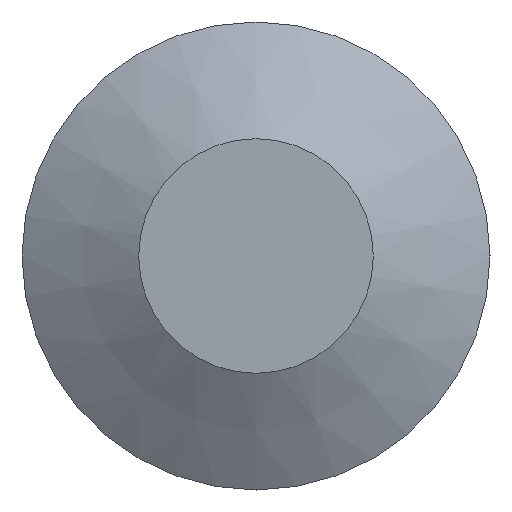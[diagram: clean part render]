
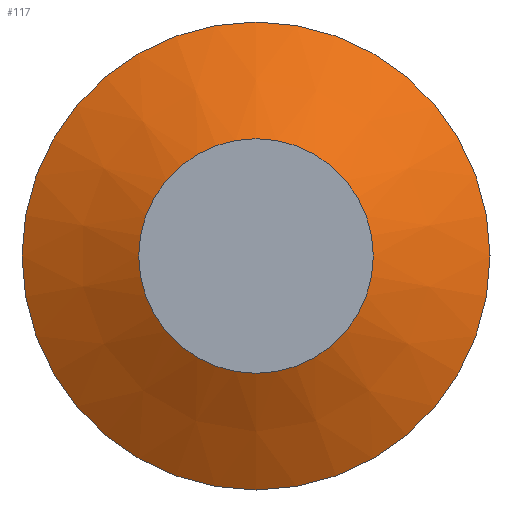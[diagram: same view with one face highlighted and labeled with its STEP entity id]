
A CAD part, front view. The second image highlights one B-rep face of the part: STEP entity #117.
In plain terms, the highlighted conical face has half-angle 60.368 degrees and reference radius 6.981 mm.
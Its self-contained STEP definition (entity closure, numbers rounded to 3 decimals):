
#98=CONICAL_SURFACE('',#175,6.981,60.368);
#105=FACE_BOUND('',#128,.T.);
#106=FACE_BOUND('',#129,.T.);
#117=ADVANCED_FACE('',(#105,#106),#98,.T.);
#128=EDGE_LOOP('',(#140));
#129=EDGE_LOOP('',(#141));
#140=ORIENTED_EDGE('',*,*,#157,.T.);
#141=ORIENTED_EDGE('',*,*,#158,.F.);
#150=VERTEX_POINT('',#219);
#151=VERTEX_POINT('',#222);
#157=EDGE_CURVE('',#150,#150,#163,.T.);
#158=EDGE_CURVE('',#151,#151,#164,.T.);
#163=CIRCLE('',#172,3.5);
#164=CIRCLE('',#174,6.981);
#172=AXIS2_PLACEMENT_3D('',#218,#191,#192);
#174=AXIS2_PLACEMENT_3D('',#221,#195,#196);
#175=AXIS2_PLACEMENT_3D('',#223,#197,#198);
#191=DIRECTION('',(0.,1.,0.));
#192=DIRECTION('',(0.,0.,1.));
#195=DIRECTION('',(0.,1.,0.));
#196=DIRECTION('',(0.,0.,1.));
#197=DIRECTION('',(0.,1.,0.));
#198=DIRECTION('',(0.,0.,1.));
#218=CARTESIAN_POINT('',(0.,28.,0.));
#219=CARTESIAN_POINT('',(0.,28.,3.5));
#221=CARTESIAN_POINT('',(0.,29.98,0.));
#222=CARTESIAN_POINT('',(0.,29.98,6.981));
#223=CARTESIAN_POINT('',(0.,29.98,0.));
